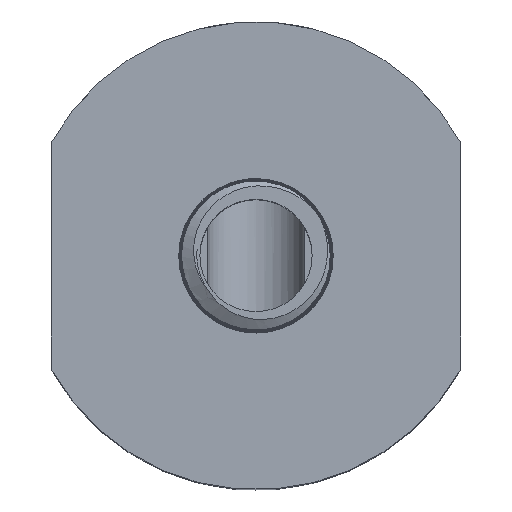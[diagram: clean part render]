
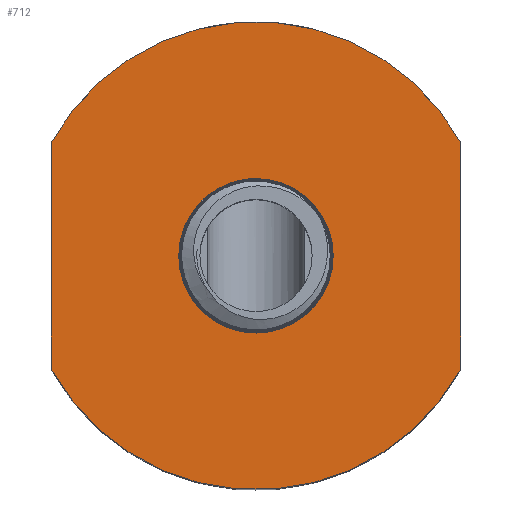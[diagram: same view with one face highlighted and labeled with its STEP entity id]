
A CAD part, top view. The second image highlights one B-rep face of the part: STEP entity #712.
In plain terms, the highlighted planar face has unit normal (0, 0, 1).
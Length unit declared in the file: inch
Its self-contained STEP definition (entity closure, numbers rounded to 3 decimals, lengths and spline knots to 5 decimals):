
#20=FACE_BOUND('',#135,.T.);
#29=PLANE('',#791);
#89=FACE_OUTER_BOUND('',#134,.T.);
#134=EDGE_LOOP('',(#652,#653,#654,#655));
#135=EDGE_LOOP('',(#656,#657));
#136=CIRCLE('',#736,0.165);
#137=CIRCLE('',#738,0.165);
#147=CIRCLE('',#771,0.5);
#150=CIRCLE('',#777,0.5);
#231=LINE('',#3006,#261);
#240=LINE('',#3157,#270);
#261=VECTOR('',#889,0.3937);
#270=VECTOR('',#932,0.3937);
#273=VERTEX_POINT('',#941);
#274=VERTEX_POINT('',#943);
#319=VERTEX_POINT('',#2983);
#320=VERTEX_POINT('',#2985);
#323=VERTEX_POINT('',#3004);
#326=VERTEX_POINT('',#3025);
#342=EDGE_CURVE('',#273,#274,#136,.T.);
#344=EDGE_CURVE('',#274,#273,#137,.T.);
#415=EDGE_CURVE('',#319,#320,#147,.T.);
#420=EDGE_CURVE('',#323,#319,#231,.T.);
#425=EDGE_CURVE('',#326,#323,#150,.T.);
#444=EDGE_CURVE('',#320,#326,#240,.T.);
#652=ORIENTED_EDGE('',*,*,#425,.F.);
#653=ORIENTED_EDGE('',*,*,#444,.F.);
#654=ORIENTED_EDGE('',*,*,#415,.F.);
#655=ORIENTED_EDGE('',*,*,#420,.F.);
#656=ORIENTED_EDGE('',*,*,#344,.T.);
#657=ORIENTED_EDGE('',*,*,#342,.T.);
#712=ADVANCED_FACE('',(#89,#20),#29,.T.);
#736=AXIS2_PLACEMENT_3D('',#960,#797,#798);
#738=AXIS2_PLACEMENT_3D('',#988,#801,#802);
#771=AXIS2_PLACEMENT_3D('',#2986,#882,#883);
#777=AXIS2_PLACEMENT_3D('',#3027,#899,#900);
#791=AXIS2_PLACEMENT_3D('',#3160,#936,#937);
#797=DIRECTION('center_axis',(0.,0.,-1.));
#798=DIRECTION('ref_axis',(-1.,0.,0.));
#801=DIRECTION('center_axis',(0.,0.,-1.));
#802=DIRECTION('ref_axis',(-1.,0.,0.));
#882=DIRECTION('center_axis',(0.,0.,-1.));
#883=DIRECTION('ref_axis',(1.,0.,0.));
#889=DIRECTION('',(0.,-1.,0.));
#899=DIRECTION('center_axis',(0.,0.,-1.));
#900=DIRECTION('ref_axis',(1.,0.,0.));
#932=DIRECTION('',(0.,1.,0.));
#936=DIRECTION('center_axis',(0.,0.,1.));
#937=DIRECTION('ref_axis',(1.,0.,0.));
#941=CARTESIAN_POINT('',(0.165,0.,0.78));
#943=CARTESIAN_POINT('',(0.,0.165,0.78));
#960=CARTESIAN_POINT('Origin',(0.,0.,0.78));
#988=CARTESIAN_POINT('Origin',(0.,0.,0.78));
#2983=CARTESIAN_POINT('',(0.4375,-0.24206,0.78));
#2985=CARTESIAN_POINT('',(-0.4375,-0.24206,0.78));
#2986=CARTESIAN_POINT('Origin',(0.,0.,0.78));
#3004=CARTESIAN_POINT('',(0.4375,0.24206,0.78));
#3006=CARTESIAN_POINT('',(0.4375,-0.24206,0.78));
#3025=CARTESIAN_POINT('',(-0.4375,0.24206,0.78));
#3027=CARTESIAN_POINT('Origin',(0.,0.,0.78));
#3157=CARTESIAN_POINT('',(-0.4375,0.24206,0.78));
#3160=CARTESIAN_POINT('Origin',(0.,0.,0.78));
